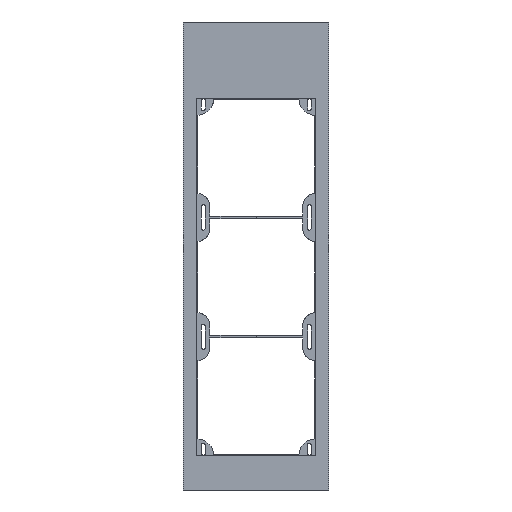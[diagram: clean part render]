
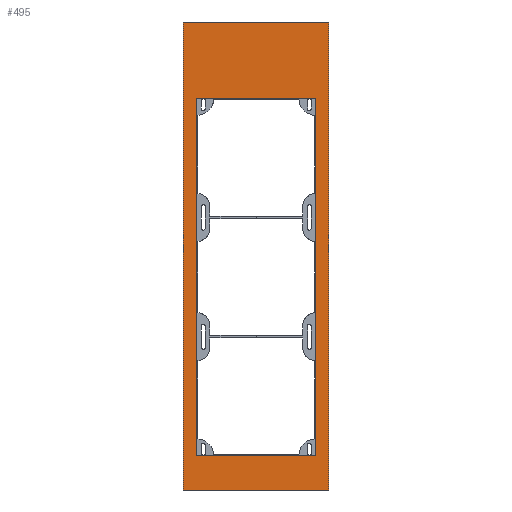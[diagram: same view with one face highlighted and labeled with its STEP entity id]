
A CAD part, front view. The second image highlights one B-rep face of the part: STEP entity #495.
In plain terms, the highlighted free-form (B-spline) face has degree [1, 1] with [2, 2] control points.
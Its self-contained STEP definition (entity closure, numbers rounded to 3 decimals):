
#416=(
BOUNDED_SURFACE()
B_SPLINE_SURFACE(1,1,((#417,#418),(#419,#420)),.UNSPECIFIED.,.F.,.F.,.F.)
B_SPLINE_SURFACE_WITH_KNOTS((2,2),(2,2),(0.000,1.000),(0.000,1.000),.UNSPECIFIED.)
GEOMETRIC_REPRESENTATION_ITEM()
RATIONAL_B_SPLINE_SURFACE(((1.,1.),(1.,1.)))
REPRESENTATION_ITEM('')
SURFACE()
);
#417=CARTESIAN_POINT('',(190.483,-1.5,19.233));
#418=CARTESIAN_POINT('',(190.483,-1.5,-568.733));
#419=CARTESIAN_POINT('',(-19.233,-1.5,19.233));
#420=CARTESIAN_POINT('',(-19.233,-1.5,-568.733));
#421=CARTESIAN_POINT('',(168.,-1.5,-549.5));
#422=VERTEX_POINT('',#421);
#423=(
BOUNDED_CURVE()
B_SPLINE_CURVE(1,(#424,#425),.UNSPECIFIED.,.F.,.F.)
B_SPLINE_CURVE_WITH_KNOTS((2,2),(0.000,1.000),.UNSPECIFIED.)
CURVE()
GEOMETRIC_REPRESENTATION_ITEM()
RATIONAL_B_SPLINE_CURVE((1.,1.))
REPRESENTATION_ITEM('')
);
#424=CARTESIAN_POINT('',(168.,-1.5,-549.5));
#425=CARTESIAN_POINT('',(0.,-1.5,-549.5));
#426=CARTESIAN_POINT('',(0.,-1.5,-549.5));
#427=VERTEX_POINT('',#426);
#428=EDGE_CURVE('',#422,#427,#423,.T.);
#429=ORIENTED_EDGE('',*,*,#428,.T.);
#430=(
BOUNDED_CURVE()
B_SPLINE_CURVE(1,(#431,#432),.UNSPECIFIED.,.F.,.F.)
B_SPLINE_CURVE_WITH_KNOTS((2,2),(0.000,1.000),.UNSPECIFIED.)
CURVE()
GEOMETRIC_REPRESENTATION_ITEM()
RATIONAL_B_SPLINE_CURVE((1.,1.))
REPRESENTATION_ITEM('')
);
#431=CARTESIAN_POINT('',(0.,-1.5,-549.5));
#432=CARTESIAN_POINT('',(0.,-1.5,0.));
#433=CARTESIAN_POINT('',(0.,-1.5,0.));
#434=VERTEX_POINT('',#433);
#435=EDGE_CURVE('',#427,#434,#430,.T.);
#436=ORIENTED_EDGE('',*,*,#435,.T.);
#437=(
BOUNDED_CURVE()
B_SPLINE_CURVE(1,(#438,#439),.UNSPECIFIED.,.F.,.F.)
B_SPLINE_CURVE_WITH_KNOTS((2,2),(0.000,1.000),.UNSPECIFIED.)
CURVE()
GEOMETRIC_REPRESENTATION_ITEM()
RATIONAL_B_SPLINE_CURVE((1.,1.))
REPRESENTATION_ITEM('')
);
#438=CARTESIAN_POINT('',(0.,-1.5,0.));
#439=CARTESIAN_POINT('',(168.,-1.5,0.));
#440=CARTESIAN_POINT('',(168.,-1.5,0.));
#441=VERTEX_POINT('',#440);
#442=EDGE_CURVE('',#434,#441,#437,.T.);
#443=ORIENTED_EDGE('',*,*,#442,.T.);
#444=(
BOUNDED_CURVE()
B_SPLINE_CURVE(1,(#445,#446),.UNSPECIFIED.,.F.,.F.)
B_SPLINE_CURVE_WITH_KNOTS((2,2),(0.000,1.000),.UNSPECIFIED.)
CURVE()
GEOMETRIC_REPRESENTATION_ITEM()
RATIONAL_B_SPLINE_CURVE((1.,1.))
REPRESENTATION_ITEM('')
);
#445=CARTESIAN_POINT('',(168.,-1.5,0.));
#446=CARTESIAN_POINT('',(171.25,-1.5,0.));
#447=CARTESIAN_POINT('',(171.25,-1.5,0.));
#448=VERTEX_POINT('',#447);
#449=EDGE_CURVE('',#441,#448,#444,.T.);
#450=ORIENTED_EDGE('',*,*,#449,.T.);
#451=(
BOUNDED_CURVE()
B_SPLINE_CURVE(1,(#452,#453),.UNSPECIFIED.,.F.,.F.)
B_SPLINE_CURVE_WITH_KNOTS((2,2),(0.000,1.000),.UNSPECIFIED.)
CURVE()
GEOMETRIC_REPRESENTATION_ITEM()
RATIONAL_B_SPLINE_CURVE((1.,1.))
REPRESENTATION_ITEM('')
);
#452=CARTESIAN_POINT('',(171.25,-1.5,0.));
#453=CARTESIAN_POINT('',(171.25,-1.5,-549.5));
#454=CARTESIAN_POINT('',(171.25,-1.5,-549.5));
#455=VERTEX_POINT('',#454);
#456=EDGE_CURVE('',#448,#455,#451,.T.);
#457=ORIENTED_EDGE('',*,*,#456,.T.);
#458=(
BOUNDED_CURVE()
B_SPLINE_CURVE(1,(#459,#460),.UNSPECIFIED.,.F.,.F.)
B_SPLINE_CURVE_WITH_KNOTS((2,2),(0.000,1.000),.UNSPECIFIED.)
CURVE()
GEOMETRIC_REPRESENTATION_ITEM()
RATIONAL_B_SPLINE_CURVE((1.,1.))
REPRESENTATION_ITEM('')
);
#459=CARTESIAN_POINT('',(171.25,-1.5,-549.5));
#460=CARTESIAN_POINT('',(168.,-1.5,-549.5));
#461=EDGE_CURVE('',#455,#422,#458,.T.);
#462=ORIENTED_EDGE('',*,*,#461,.T.);
#463=EDGE_LOOP('',(#429,#436,#443,#450,#457,#462));
#464=FACE_OUTER_BOUND('',#463,.T.);
#465=CARTESIAN_POINT('',(156.,-1.5,-509.5));
#466=VERTEX_POINT('',#465);
#467=(
BOUNDED_CURVE()
B_SPLINE_CURVE(1,(#468,#469),.UNSPECIFIED.,.F.,.F.)
B_SPLINE_CURVE_WITH_KNOTS((2,2),(0.000,1.000),.UNSPECIFIED.)
CURVE()
GEOMETRIC_REPRESENTATION_ITEM()
RATIONAL_B_SPLINE_CURVE((1.,1.))
REPRESENTATION_ITEM('')
);
#468=CARTESIAN_POINT('',(156.,-1.5,-509.5));
#469=CARTESIAN_POINT('',(156.,-1.5,-89.5));
#470=CARTESIAN_POINT('',(156.,-1.5,-89.5));
#471=VERTEX_POINT('',#470);
#472=EDGE_CURVE('',#466,#471,#467,.T.);
#473=ORIENTED_EDGE('',*,*,#472,.T.);
#474=(
BOUNDED_CURVE()
B_SPLINE_CURVE(1,(#475,#476),.UNSPECIFIED.,.F.,.F.)
B_SPLINE_CURVE_WITH_KNOTS((2,2),(0.000,1.000),.UNSPECIFIED.)
CURVE()
GEOMETRIC_REPRESENTATION_ITEM()
RATIONAL_B_SPLINE_CURVE((1.,1.))
REPRESENTATION_ITEM('')
);
#475=CARTESIAN_POINT('',(156.,-1.5,-89.5));
#476=CARTESIAN_POINT('',(16.,-1.5,-89.5));
#477=CARTESIAN_POINT('',(16.,-1.5,-89.5));
#478=VERTEX_POINT('',#477);
#479=EDGE_CURVE('',#471,#478,#474,.T.);
#480=ORIENTED_EDGE('',*,*,#479,.T.);
#481=(
BOUNDED_CURVE()
B_SPLINE_CURVE(1,(#482,#483),.UNSPECIFIED.,.F.,.F.)
B_SPLINE_CURVE_WITH_KNOTS((2,2),(0.000,1.000),.UNSPECIFIED.)
CURVE()
GEOMETRIC_REPRESENTATION_ITEM()
RATIONAL_B_SPLINE_CURVE((1.,1.))
REPRESENTATION_ITEM('')
);
#482=CARTESIAN_POINT('',(16.,-1.5,-89.5));
#483=CARTESIAN_POINT('',(16.,-1.5,-509.5));
#484=CARTESIAN_POINT('',(16.,-1.5,-509.5));
#485=VERTEX_POINT('',#484);
#486=EDGE_CURVE('',#478,#485,#481,.T.);
#487=ORIENTED_EDGE('',*,*,#486,.T.);
#488=(
BOUNDED_CURVE()
B_SPLINE_CURVE(1,(#489,#490),.UNSPECIFIED.,.F.,.F.)
B_SPLINE_CURVE_WITH_KNOTS((2,2),(0.000,1.000),.UNSPECIFIED.)
CURVE()
GEOMETRIC_REPRESENTATION_ITEM()
RATIONAL_B_SPLINE_CURVE((1.,1.))
REPRESENTATION_ITEM('')
);
#489=CARTESIAN_POINT('',(16.,-1.5,-509.5));
#490=CARTESIAN_POINT('',(156.,-1.5,-509.5));
#491=EDGE_CURVE('',#485,#466,#488,.T.);
#492=ORIENTED_EDGE('',*,*,#491,.T.);
#493=EDGE_LOOP('',(#473,#480,#487,#492));
#494=FACE_BOUND('',#493,.T.);
#495=ADVANCED_FACE('',(#464,#494),#416,.T.);
